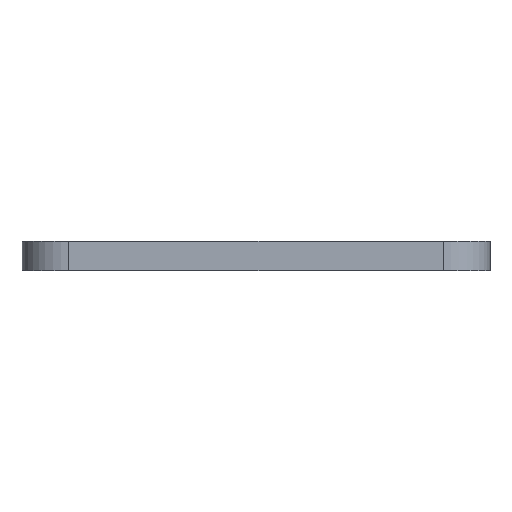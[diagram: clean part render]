
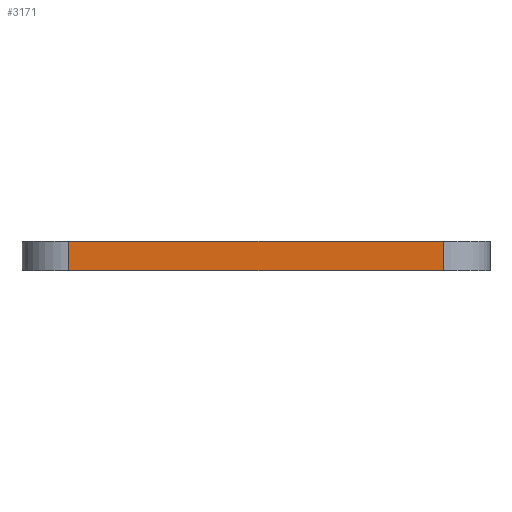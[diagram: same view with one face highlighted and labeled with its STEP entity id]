
A CAD part, front view. The second image highlights one B-rep face of the part: STEP entity #3171.
In plain terms, the highlighted planar face has unit normal (0, -1, 0).
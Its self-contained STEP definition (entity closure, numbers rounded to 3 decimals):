
#83 = PLANE('',#84);
#84 = AXIS2_PLACEMENT_3D('',#85,#86,#87);
#85 = CARTESIAN_POINT('',(148.501,-105.004,1.6));
#86 = DIRECTION('',(-0.,-0.,-1.));
#87 = DIRECTION('',(-1.,0.,0.));
#137 = PLANE('',#138);
#138 = AXIS2_PLACEMENT_3D('',#139,#140,#141);
#139 = CARTESIAN_POINT('',(148.501,-105.004,0.));
#140 = DIRECTION('',(-0.,-0.,-1.));
#141 = DIRECTION('',(-1.,0.,0.));
#350 = VERTEX_POINT('',#351);
#351 = CARTESIAN_POINT('',(158.661,-126.848,0.));
#370 = CYLINDRICAL_SURFACE('',#371,2.54);
#371 = AXIS2_PLACEMENT_3D('',#372,#373,#374);
#372 = CARTESIAN_POINT('',(158.661,-124.308,0.));
#373 = DIRECTION('',(-0.,-0.,-1.));
#374 = DIRECTION('',(1.,0.,-0.));
#382 = EDGE_CURVE('',#350,#383,#385,.T.);
#383 = VERTEX_POINT('',#384);
#384 = CARTESIAN_POINT('',(138.341,-126.848,0.));
#385 = SURFACE_CURVE('',#386,(#390,#397),.PCURVE_S1.);
#386 = LINE('',#387,#388);
#387 = CARTESIAN_POINT('',(158.661,-126.848,0.));
#388 = VECTOR('',#389,1.);
#389 = DIRECTION('',(-1.,0.,0.));
#390 = PCURVE('',#137,#391);
#391 = DEFINITIONAL_REPRESENTATION('',(#392),#396);
#392 = LINE('',#393,#394);
#393 = CARTESIAN_POINT('',(-10.16,-21.844));
#394 = VECTOR('',#395,1.);
#395 = DIRECTION('',(1.,0.));
#396 = ( GEOMETRIC_REPRESENTATION_CONTEXT(2) 
PARAMETRIC_REPRESENTATION_CONTEXT() REPRESENTATION_CONTEXT('2D SPACE',''
  ) );
#397 = PCURVE('',#398,#403);
#398 = PLANE('',#399);
#399 = AXIS2_PLACEMENT_3D('',#400,#401,#402);
#400 = CARTESIAN_POINT('',(158.661,-126.848,0.));
#401 = DIRECTION('',(0.,-1.,0.));
#402 = DIRECTION('',(-1.,0.,0.));
#403 = DEFINITIONAL_REPRESENTATION('',(#404),#408);
#404 = LINE('',#405,#406);
#405 = CARTESIAN_POINT('',(0.,0.));
#406 = VECTOR('',#407,1.);
#407 = DIRECTION('',(1.,0.));
#408 = ( GEOMETRIC_REPRESENTATION_CONTEXT(2) 
PARAMETRIC_REPRESENTATION_CONTEXT() REPRESENTATION_CONTEXT('2D SPACE',''
  ) );
#431 = CYLINDRICAL_SURFACE('',#432,2.54);
#432 = AXIS2_PLACEMENT_3D('',#433,#434,#435);
#433 = CARTESIAN_POINT('',(138.341,-124.308,0.));
#434 = DIRECTION('',(-0.,-0.,-1.));
#435 = DIRECTION('',(1.,0.,-0.));
#1824 = VERTEX_POINT('',#1825);
#1825 = CARTESIAN_POINT('',(158.661,-126.848,1.6));
#1851 = EDGE_CURVE('',#1824,#1852,#1854,.T.);
#1852 = VERTEX_POINT('',#1853);
#1853 = CARTESIAN_POINT('',(138.341,-126.848,1.6));
#1854 = SURFACE_CURVE('',#1855,(#1859,#1866),.PCURVE_S1.);
#1855 = LINE('',#1856,#1857);
#1856 = CARTESIAN_POINT('',(158.661,-126.848,1.6));
#1857 = VECTOR('',#1858,1.);
#1858 = DIRECTION('',(-1.,0.,0.));
#1859 = PCURVE('',#83,#1860);
#1860 = DEFINITIONAL_REPRESENTATION('',(#1861),#1865);
#1861 = LINE('',#1862,#1863);
#1862 = CARTESIAN_POINT('',(-10.16,-21.844));
#1863 = VECTOR('',#1864,1.);
#1864 = DIRECTION('',(1.,0.));
#1865 = ( GEOMETRIC_REPRESENTATION_CONTEXT(2) 
PARAMETRIC_REPRESENTATION_CONTEXT() REPRESENTATION_CONTEXT('2D SPACE',''
  ) );
#1866 = PCURVE('',#398,#1867);
#1867 = DEFINITIONAL_REPRESENTATION('',(#1868),#1872);
#1868 = LINE('',#1869,#1870);
#1869 = CARTESIAN_POINT('',(0.,-1.6));
#1870 = VECTOR('',#1871,1.);
#1871 = DIRECTION('',(1.,0.));
#1872 = ( GEOMETRIC_REPRESENTATION_CONTEXT(2) 
PARAMETRIC_REPRESENTATION_CONTEXT() REPRESENTATION_CONTEXT('2D SPACE',''
  ) );
#3123 = EDGE_CURVE('',#383,#1852,#3124,.T.);
#3124 = SURFACE_CURVE('',#3125,(#3129,#3136),.PCURVE_S1.);
#3125 = LINE('',#3126,#3127);
#3126 = CARTESIAN_POINT('',(138.341,-126.848,0.));
#3127 = VECTOR('',#3128,1.);
#3128 = DIRECTION('',(0.,0.,1.));
#3129 = PCURVE('',#431,#3130);
#3130 = DEFINITIONAL_REPRESENTATION('',(#3131),#3135);
#3131 = LINE('',#3132,#3133);
#3132 = CARTESIAN_POINT('',(-4.712,0.));
#3133 = VECTOR('',#3134,1.);
#3134 = DIRECTION('',(-0.,-1.));
#3135 = ( GEOMETRIC_REPRESENTATION_CONTEXT(2) 
PARAMETRIC_REPRESENTATION_CONTEXT() REPRESENTATION_CONTEXT('2D SPACE',''
  ) );
#3136 = PCURVE('',#398,#3137);
#3137 = DEFINITIONAL_REPRESENTATION('',(#3138),#3142);
#3138 = LINE('',#3139,#3140);
#3139 = CARTESIAN_POINT('',(20.32,0.));
#3140 = VECTOR('',#3141,1.);
#3141 = DIRECTION('',(0.,-1.));
#3142 = ( GEOMETRIC_REPRESENTATION_CONTEXT(2) 
PARAMETRIC_REPRESENTATION_CONTEXT() REPRESENTATION_CONTEXT('2D SPACE',''
  ) );
#3148 = EDGE_CURVE('',#350,#1824,#3149,.T.);
#3149 = SURFACE_CURVE('',#3150,(#3154,#3161),.PCURVE_S1.);
#3150 = LINE('',#3151,#3152);
#3151 = CARTESIAN_POINT('',(158.661,-126.848,0.));
#3152 = VECTOR('',#3153,1.);
#3153 = DIRECTION('',(0.,0.,1.));
#3154 = PCURVE('',#370,#3155);
#3155 = DEFINITIONAL_REPRESENTATION('',(#3156),#3160);
#3156 = LINE('',#3157,#3158);
#3157 = CARTESIAN_POINT('',(-4.712,0.));
#3158 = VECTOR('',#3159,1.);
#3159 = DIRECTION('',(-0.,-1.));
#3160 = ( GEOMETRIC_REPRESENTATION_CONTEXT(2) 
PARAMETRIC_REPRESENTATION_CONTEXT() REPRESENTATION_CONTEXT('2D SPACE',''
  ) );
#3161 = PCURVE('',#398,#3162);
#3162 = DEFINITIONAL_REPRESENTATION('',(#3163),#3167);
#3163 = LINE('',#3164,#3165);
#3164 = CARTESIAN_POINT('',(0.,0.));
#3165 = VECTOR('',#3166,1.);
#3166 = DIRECTION('',(0.,-1.));
#3167 = ( GEOMETRIC_REPRESENTATION_CONTEXT(2) 
PARAMETRIC_REPRESENTATION_CONTEXT() REPRESENTATION_CONTEXT('2D SPACE',''
  ) );
#3171 = ADVANCED_FACE('',(#3172),#398,.T.);
#3172 = FACE_BOUND('',#3173,.T.);
#3173 = EDGE_LOOP('',(#3174,#3175,#3176,#3177));
#3174 = ORIENTED_EDGE('',*,*,#3148,.T.);
#3175 = ORIENTED_EDGE('',*,*,#1851,.T.);
#3176 = ORIENTED_EDGE('',*,*,#3123,.F.);
#3177 = ORIENTED_EDGE('',*,*,#382,.F.);
